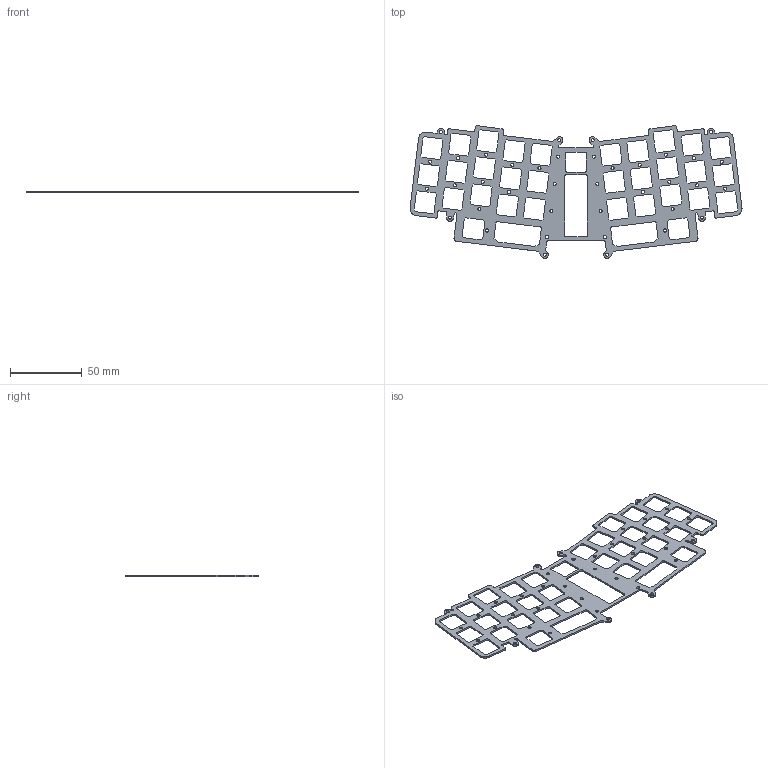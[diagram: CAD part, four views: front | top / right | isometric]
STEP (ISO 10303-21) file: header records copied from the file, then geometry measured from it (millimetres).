
FILE_DESCRIPTION(('KiCad electronic assembly'),'2;1');
FILE_NAME('le_capybara_plate-3D.step','2024-02-06T18:32:58',('Pcbnew'),( 'Kicad'),'Open CASCADE STEP processor 7.6','KiCad to STEP converter' ,'Unknown');
FILE_SCHEMA(('AUTOMOTIVE_DESIGN { 1 0 10303 214 1 1 1 1 }'));
Length unit declared in the file: millimetre
Products named in the file (2): le_capybara_plate-3D 1; tmpd0b5yxz0 PCB
Assembly tree (1 placements, depth 2):
  le_capybara_plate-3D 1
    tmpd0b5yxz0 PCB
Bounding box: 231.63 x 92.48 x 1.2 mm (x, y, z)
Volume: 9473.2 mm3; surface area: 19482.1 mm2
Topology: 1 solids, 1 shells, 1001 faces, 2997 edges, 1998 vertices
Faces by surface type: plane 963, cylinder 38
Full cylindrical faces by diameter (mm): 2.1 x8, 2.2 x30
Entity records: 72599 total; most frequent: CARTESIAN_POINT 12448, DIRECTION 10997, LINE 8839, VECTOR 8839, ORIENTED_EDGE 5994, PCURVE 5994, DEFINITIONAL_REPRESENTATION 5994, EDGE_CURVE 2997
